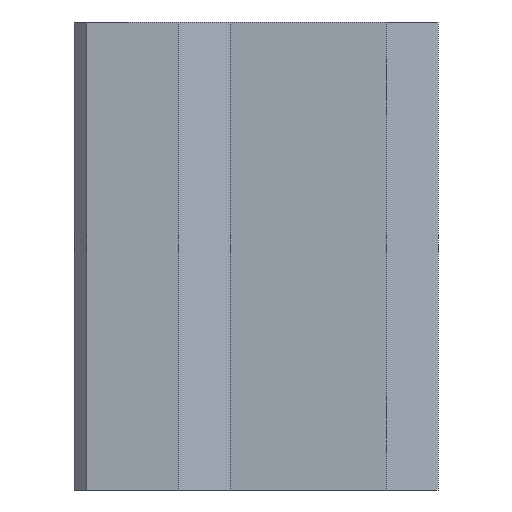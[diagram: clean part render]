
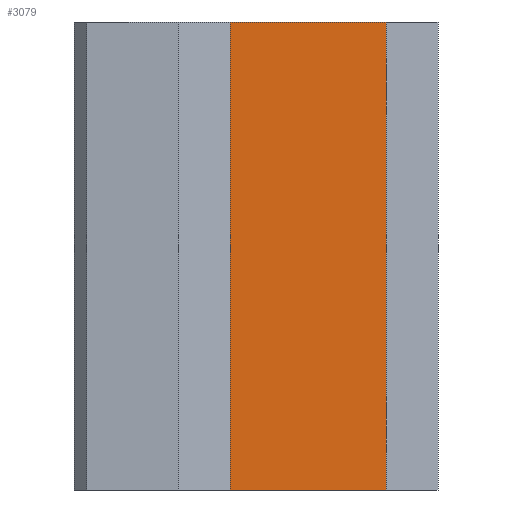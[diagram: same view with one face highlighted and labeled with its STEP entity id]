
A CAD part, left-side view. The second image highlights one B-rep face of the part: STEP entity #3079.
In plain terms, the highlighted planar face has unit normal (-1, 0, 0).
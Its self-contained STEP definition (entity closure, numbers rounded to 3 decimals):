
#15 = VECTOR ( 'NONE', #9514, 1000. ) ;
#1669 = VERTEX_POINT ( 'NONE', #12923 ) ;
#1901 = CARTESIAN_POINT ( 'NONE',  ( -19.5, 3., 18. ) ) ;
#2183 = VECTOR ( 'NONE', #6964, 1000. ) ;
#3079 = ADVANCED_FACE ( 'NONE', ( #4527 ), #5720, .F. ) ;
#3121 = EDGE_CURVE ( 'NONE', #1669, #4506, #10480, .T. ) ;
#4506 = VERTEX_POINT ( 'NONE', #9203 ) ;
#4527 = FACE_OUTER_BOUND ( 'NONE', #11335, .T. ) ;
#5720 = PLANE ( 'NONE',  #12075 ) ;
#5812 = CARTESIAN_POINT ( 'NONE',  ( -19.5, -9., 18. ) ) ;
#6296 = LINE ( 'NONE', #5812, #12041 ) ;
#6865 = CARTESIAN_POINT ( 'NONE',  ( -19.5, -9., -18. ) ) ;
#6964 = DIRECTION ( 'NONE',  ( 0., -1., 0. ) ) ;
#7346 = ORIENTED_EDGE ( 'NONE', *, *, #15136, .T. ) ;
#7771 = DIRECTION ( 'NONE',  ( 0., 0., -1. ) ) ;
#8082 = CARTESIAN_POINT ( 'NONE',  ( -19.5, -9., 18. ) ) ;
#9203 = CARTESIAN_POINT ( 'NONE',  ( -19.5, 3., -18. ) ) ;
#9456 = VERTEX_POINT ( 'NONE', #8082 ) ;
#9514 = DIRECTION ( 'NONE',  ( 0., -1., 0. ) ) ;
#10056 = ORIENTED_EDGE ( 'NONE', *, *, #12202, .F. ) ;
#10480 = LINE ( 'NONE', #15939, #10857 ) ;
#10857 = VECTOR ( 'NONE', #15154, 1000. ) ;
#11335 = EDGE_LOOP ( 'NONE', ( #7346, #10056, #12639, #15198 ) ) ;
#11904 = LINE ( 'NONE', #14589, #2183 ) ;
#12041 = VECTOR ( 'NONE', #13147, 1000. ) ;
#12075 = AXIS2_PLACEMENT_3D ( 'NONE', #13159, #12445, #7771 ) ;
#12202 = EDGE_CURVE ( 'NONE', #9456, #12224, #6296, .T. ) ;
#12224 = VERTEX_POINT ( 'NONE', #6865 ) ;
#12445 = DIRECTION ( 'NONE',  ( 1., 0., 0. ) ) ;
#12639 = ORIENTED_EDGE ( 'NONE', *, *, #15207, .F. ) ;
#12923 = CARTESIAN_POINT ( 'NONE',  ( -19.5, 3., 18. ) ) ;
#13132 = LINE ( 'NONE', #1901, #15 ) ;
#13147 = DIRECTION ( 'NONE',  ( 0., 0., -1. ) ) ;
#13159 = CARTESIAN_POINT ( 'NONE',  ( -19.5, 3., 18. ) ) ;
#14589 = CARTESIAN_POINT ( 'NONE',  ( -19.5, 3., -18. ) ) ;
#15136 = EDGE_CURVE ( 'NONE', #4506, #12224, #11904, .T. ) ;
#15154 = DIRECTION ( 'NONE',  ( 0., 0., -1. ) ) ;
#15198 = ORIENTED_EDGE ( 'NONE', *, *, #3121, .T. ) ;
#15207 = EDGE_CURVE ( 'NONE', #1669, #9456, #13132, .T. ) ;
#15939 = CARTESIAN_POINT ( 'NONE',  ( -19.5, 3., 18. ) ) ;
